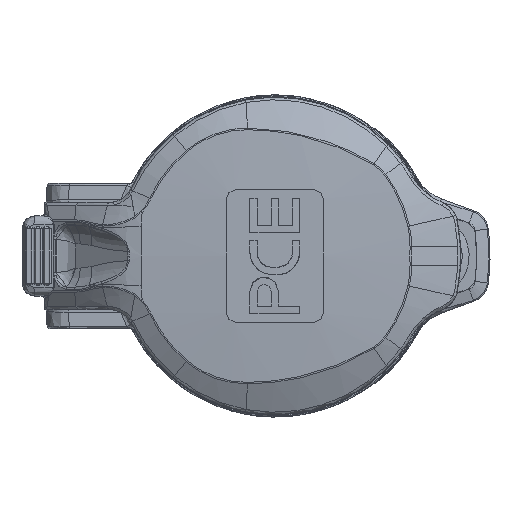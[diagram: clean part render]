
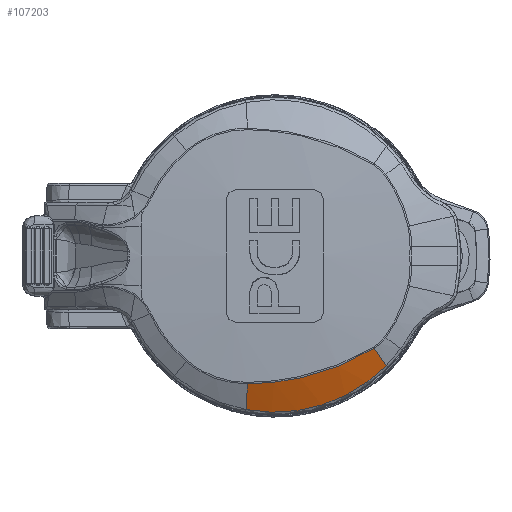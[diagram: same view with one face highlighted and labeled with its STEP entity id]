
A CAD part, left-side view. The second image highlights one B-rep face of the part: STEP entity #107203.
In plain terms, the highlighted conical face has half-angle 65 degrees and reference radius 53.285 mm.
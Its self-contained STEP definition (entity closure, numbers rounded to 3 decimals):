
#225 = CARTESIAN_POINT ( 'NONE',  ( -56.221, -15.022, -31.485 ) ) ;
#669 = CARTESIAN_POINT ( 'NONE',  ( -56.574, 6.475, -34.331 ) ) ;
#4810 = EDGE_CURVE ( 'NONE', #99229, #34625, #118105, .T. ) ;
#6244 = LINE ( 'NONE', #80592, #116013 ) ;
#7548 = CARTESIAN_POINT ( 'NONE',  ( -59.369, 1.264, -28.55 ) ) ;
#10885 = CARTESIAN_POINT ( 'NONE',  ( -56.123, -11.748, -32.882 ) ) ;
#14930 = CARTESIAN_POINT ( 'NONE',  ( -56.558, 6.476, -34.366 ) ) ;
#17782 = CARTESIAN_POINT ( 'NONE',  ( -59.226, -19.984, -21.918 ) ) ;
#21559 = CARTESIAN_POINT ( 'NONE',  ( -56.087, -7.671, -34.077 ) ) ;
#23943 = DIRECTION ( 'NONE',  ( 1., 0., 0. ) ) ;
#28455 = CARTESIAN_POINT ( 'NONE',  ( -59.156, -22.131, -20.624 ) ) ;
#32283 = CARTESIAN_POINT ( 'NONE',  ( -56.112, -4.861, -34.576 ) ) ;
#32724 = CARTESIAN_POINT ( 'NONE',  ( -56.97, -24.788, -24.487 ) ) ;
#34625 = VERTEX_POINT ( 'NONE', #42388 ) ;
#37100 = EDGE_LOOP ( 'NONE', ( #58184, #72945, #99171, #104273 ) ) ;
#39174 = CARTESIAN_POINT ( 'NONE',  ( -59.356, -13.169, -24.997 ) ) ;
#42388 = CARTESIAN_POINT ( 'NONE',  ( -59.266, 6.235, -28.564 ) ) ;
#42501 = CARTESIAN_POINT ( 'NONE',  ( -56.532, -20.518, -28.218 ) ) ;
#42971 = CARTESIAN_POINT ( 'NONE',  ( -56.154, -2.726, -34.815 ) ) ;
#43746 = VERTEX_POINT ( 'NONE', #32724 ) ;
#49097 = EDGE_CURVE ( 'NONE', #127633, #34625, #63991, .T. ) ;
#49856 = CARTESIAN_POINT ( 'NONE',  ( -59.382, -10.525, -25.915 ) ) ;
#52628 = FACE_OUTER_BOUND ( 'NONE', #37100, .T. ) ;
#53198 = CARTESIAN_POINT ( 'NONE',  ( -56.338, -17.546, -30.142 ) ) ;
#53653 = CARTESIAN_POINT ( 'NONE',  ( -56.266, 0.824, -34.942 ) ) ;
#56587 = AXIS2_PLACEMENT_3D ( 'NONE', #87653, #23943, #98320 ) ;
#58184 = ORIENTED_EDGE ( 'NONE', *, *, #49097, .F. ) ;
#60503 = CARTESIAN_POINT ( 'NONE',  ( -59.391, -9.037, -26.366 ) ) ;
#63883 = CARTESIAN_POINT ( 'NONE',  ( -56.247, -15.668, -31.167 ) ) ;
#63991 = LINE ( 'NONE', #14930, #123906 ) ;
#64266 = CARTESIAN_POINT ( 'NONE',  ( -56.574, 6.475, -34.331 ) ) ;
#64354 = CARTESIAN_POINT ( 'NONE',  ( -56.479, 5.066, -34.594 ) ) ;
#69977 = DIRECTION ( 'NONE',  ( -0.423, 0.514, 0.747 ) ) ;
#71334 = CARTESIAN_POINT ( 'NONE',  ( -59.411, -3.67, -27.866 ) ) ;
#72945 = ORIENTED_EDGE ( 'NONE', *, *, #87000, .F. ) ;
#73706 = CARTESIAN_POINT ( 'NONE',  ( -56.97, -24.788, -24.487 ) ) ;
#74638 = CARTESIAN_POINT ( 'NONE',  ( -56.153, -13.073, -32.374 ) ) ;
#78687 = DIRECTION ( 'NONE',  ( -0.423, -0.038, 0.906 ) ) ;
#80592 = CARTESIAN_POINT ( 'NONE',  ( -56.061, -25.893, -26.093 ) ) ;
#81952 = CARTESIAN_POINT ( 'NONE',  ( -59.266, 6.235, -28.564 ) ) ;
#84800 = CARTESIAN_POINT ( 'NONE',  ( -56.843, -23.786, -25.508 ) ) ;
#85281 = CARTESIAN_POINT ( 'NONE',  ( -56.089, -9.047, -33.733 ) ) ;
#87000 = EDGE_CURVE ( 'NONE', #43746, #127633, #129033, .T. ) ;
#87653 = CARTESIAN_POINT ( 'NONE',  ( -56.061, 4.307, 17.808 ) ) ;
#95916 = CARTESIAN_POINT ( 'NONE',  ( -56.103, -5.57, -34.467 ) ) ;
#98320 = DIRECTION ( 'NONE',  ( 0., 1., 0. ) ) ;
#99171 = ORIENTED_EDGE ( 'NONE', *, *, #105357, .T. ) ;
#99229 = VERTEX_POINT ( 'NONE', #107248 ) ;
#102854 = CARTESIAN_POINT ( 'NONE',  ( -59.34, -14.328, -24.543 ) ) ;
#104273 = ORIENTED_EDGE ( 'NONE', *, *, #4810, .T. ) ;
#105357 = EDGE_CURVE ( 'NONE', #43746, #99229, #6244, .T. ) ;
#106191 = CARTESIAN_POINT ( 'NONE',  ( -56.73, -22.73, -26.457 ) ) ;
#106644 = CARTESIAN_POINT ( 'NONE',  ( -56.138, -3.437, -34.75 ) ) ;
#107203 = ADVANCED_FACE ( 'NONE', ( #52628 ), #127500, .T. ) ;
#107248 = CARTESIAN_POINT ( 'NONE',  ( -59.156, -22.131, -20.624 ) ) ;
#113585 = CARTESIAN_POINT ( 'NONE',  ( -59.374, -11.41, -25.619 ) ) ;
#116013 = VECTOR ( 'NONE', #69977, 1000. ) ;
#116908 = CARTESIAN_POINT ( 'NONE',  ( -56.447, -19.36, -29.029 ) ) ;
#117375 = CARTESIAN_POINT ( 'NONE',  ( -56.213, -0.594, -34.944 ) ) ;
#118105 = B_SPLINE_CURVE_WITH_KNOTS ( 'NONE', 3,
 ( #28455, #17782, #123305, #102854, #39174, #113585, #49856, #124228, #60503, #134958, #71334, #7548, #81952 ),
 .UNSPECIFIED., .F., .F.,
 ( 4, 2, 2, 1, 2, 2, 4 ),
 ( 0., 0.25, 0.375, 0.437, 0.469, 0.5, 1. ),
 .UNSPECIFIED. ) ;
#123305 = CARTESIAN_POINT ( 'NONE',  ( -59.281, -17.759, -23.062 ) ) ;
#123906 = VECTOR ( 'NONE', #78687, 1000. ) ;
#124228 = CARTESIAN_POINT ( 'NONE',  ( -59.388, -9.633, -26.189 ) ) ;
#127500 = CONICAL_SURFACE ( 'NONE', #56587, 53.285, 1.134 ) ;
#127624 = CARTESIAN_POINT ( 'NONE',  ( -56.306, -16.929, -30.496 ) ) ;
#127633 = VERTEX_POINT ( 'NONE', #64266 ) ;
#128078 = CARTESIAN_POINT ( 'NONE',  ( -56.399, 3.654, -34.767 ) ) ;
#129033 = B_SPLINE_CURVE_WITH_KNOTS ( 'NONE', 3,
 ( #73706, #84800, #106191, #42501, #116908, #53198, #127624, #63883, #225, #74638, #10885, #85281, #21559, #95916, #32283, #106644, #42971, #117375, #53653, #128078, #64354, #669 ),
 .UNSPECIFIED., .F., .F.,
 ( 4, 2, 2, 2, 2, 2, 2, 2, 2, 2, 4 ),
 ( 0., 0.125, 0.25, 0.313, 0.375, 0.5, 0.625, 0.688, 0.75, 0.875, 1. ),
 .UNSPECIFIED. ) ;
#134958 = CARTESIAN_POINT ( 'NONE',  ( -59.392, -8.737, -26.453 ) ) ;
